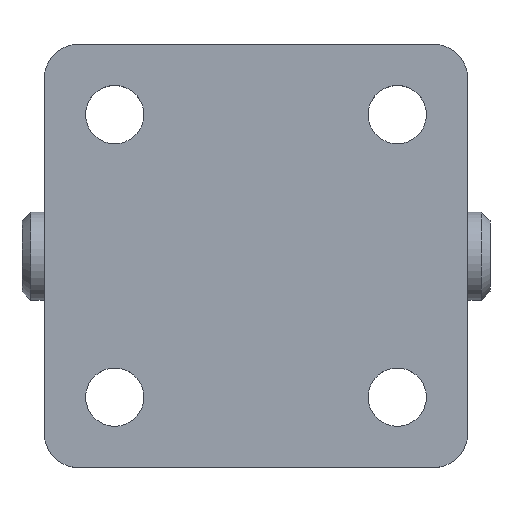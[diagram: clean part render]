
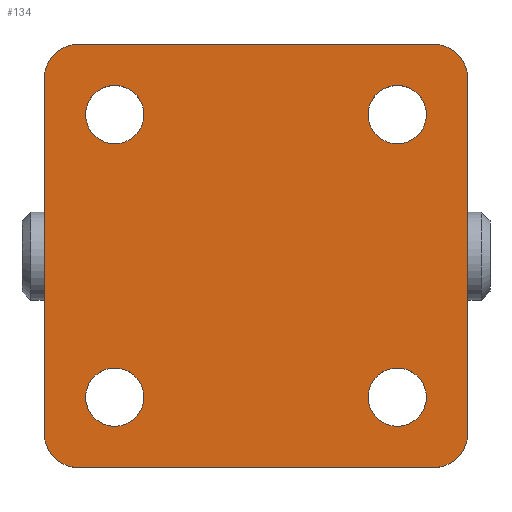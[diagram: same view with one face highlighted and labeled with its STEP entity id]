
A CAD part, top view. The second image highlights one B-rep face of the part: STEP entity #134.
In plain terms, the highlighted planar face has unit normal (0, 0, 1).
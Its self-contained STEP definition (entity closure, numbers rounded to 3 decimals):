
#134=ADVANCED_FACE('',(#262,#263,#264,#265,#266),#267,.T.);
#262=FACE_BOUND('',#394,.T.);
#263=FACE_BOUND('',#395,.T.);
#264=FACE_BOUND('',#396,.T.);
#265=FACE_BOUND('',#397,.T.);
#266=FACE_OUTER_BOUND('',#398,.T.);
#267=PLANE('',#399);
#394=EDGE_LOOP('',(#889,#890));
#395=EDGE_LOOP('',(#891,#892));
#396=EDGE_LOOP('',(#893,#894));
#397=EDGE_LOOP('',(#895,#896));
#398=EDGE_LOOP('',(#897,#898,#899,#900,#901,#902,#903,#904));
#399=AXIS2_PLACEMENT_3D('',#905,#906,#907);
#889=ORIENTED_EDGE('',*,*,#947,.T.);
#890=ORIENTED_EDGE('',*,*,#957,.T.);
#891=ORIENTED_EDGE('',*,*,#943,.T.);
#892=ORIENTED_EDGE('',*,*,#991,.T.);
#893=ORIENTED_EDGE('',*,*,#939,.T.);
#894=ORIENTED_EDGE('',*,*,#1023,.T.);
#895=ORIENTED_EDGE('',*,*,#935,.T.);
#896=ORIENTED_EDGE('',*,*,#1045,.T.);
#897=ORIENTED_EDGE('',*,*,#980,.F.);
#898=ORIENTED_EDGE('',*,*,#1053,.F.);
#899=ORIENTED_EDGE('',*,*,#1032,.F.);
#900=ORIENTED_EDGE('',*,*,#1036,.F.);
#901=ORIENTED_EDGE('',*,*,#1000,.F.);
#902=ORIENTED_EDGE('',*,*,#1005,.F.);
#903=ORIENTED_EDGE('',*,*,#969,.F.);
#904=ORIENTED_EDGE('',*,*,#975,.F.);
#905=CARTESIAN_POINT('',(0.0,0.,9.0));
#906=DIRECTION('',(0.0,0.0,1.0));
#907=DIRECTION('',(1.0,0.0,0.0));
#935=EDGE_CURVE('',#1125,#1122,#1126,.T.);
#939=EDGE_CURVE('',#1133,#1130,#1134,.T.);
#943=EDGE_CURVE('',#1141,#1138,#1142,.T.);
#947=EDGE_CURVE('',#1149,#1146,#1150,.T.);
#957=EDGE_CURVE('',#1146,#1149,#1167,.T.);
#969=EDGE_CURVE('',#1185,#1187,#1188,.T.);
#975=EDGE_CURVE('',#1196,#1185,#1198,.T.);
#980=EDGE_CURVE('',#1205,#1196,#1207,.T.);
#991=EDGE_CURVE('',#1138,#1141,#1224,.T.);
#1000=EDGE_CURVE('',#1237,#1239,#1240,.T.);
#1005=EDGE_CURVE('',#1187,#1237,#1248,.T.);
#1023=EDGE_CURVE('',#1130,#1133,#1280,.T.);
#1032=EDGE_CURVE('',#1291,#1293,#1294,.T.);
#1036=EDGE_CURVE('',#1239,#1291,#1300,.T.);
#1045=EDGE_CURVE('',#1122,#1125,#1313,.T.);
#1053=EDGE_CURVE('',#1293,#1205,#1322,.T.);
#1122=VERTEX_POINT('',#1408);
#1125=VERTEX_POINT('',#1412);
#1126=CIRCLE('',#1413,3.3);
#1130=VERTEX_POINT('',#1418);
#1133=VERTEX_POINT('',#1422);
#1134=CIRCLE('',#1423,3.3);
#1138=VERTEX_POINT('',#1428);
#1141=VERTEX_POINT('',#1432);
#1142=CIRCLE('',#1433,3.3);
#1146=VERTEX_POINT('',#1438);
#1149=VERTEX_POINT('',#1442);
#1150=CIRCLE('',#1443,3.3);
#1167=CIRCLE('',#1465,3.3);
#1185=VERTEX_POINT('',#1491);
#1187=VERTEX_POINT('',#1494);
#1188=LINE('',#1495,#1496);
#1196=VERTEX_POINT('',#1508);
#1198=CIRCLE('',#1511,4.0);
#1205=VERTEX_POINT('',#1521);
#1207=LINE('',#1524,#1525);
#1224=CIRCLE('',#1549,3.3);
#1237=VERTEX_POINT('',#1567);
#1239=VERTEX_POINT('',#1570);
#1240=LINE('',#1571,#1572);
#1248=CIRCLE('',#1584,4.0);
#1280=CIRCLE('',#1628,3.3);
#1291=VERTEX_POINT('',#1645);
#1293=VERTEX_POINT('',#1648);
#1294=LINE('',#1649,#1650);
#1300=CIRCLE('',#1659,4.0);
#1313=CIRCLE('',#1677,3.3);
#1322=CIRCLE('',#1690,4.0);
#1408=CARTESIAN_POINT('',(-12.7,-16.0,9.0));
#1412=CARTESIAN_POINT('',(-19.3,-16.0,9.0));
#1413=AXIS2_PLACEMENT_3D('',#1771,#1772,#1773);
#1418=CARTESIAN_POINT('',(16.0,-12.7,9.0));
#1422=CARTESIAN_POINT('',(16.0,-19.3,9.0));
#1423=AXIS2_PLACEMENT_3D('',#1779,#1780,#1781);
#1428=CARTESIAN_POINT('',(12.7,16.0,9.0));
#1432=CARTESIAN_POINT('',(19.3,16.0,9.0));
#1433=AXIS2_PLACEMENT_3D('',#1787,#1788,#1789);
#1438=CARTESIAN_POINT('',(-16.0,12.7,9.0));
#1442=CARTESIAN_POINT('',(-16.0,19.3,9.0));
#1443=AXIS2_PLACEMENT_3D('',#1795,#1796,#1797);
#1465=AXIS2_PLACEMENT_3D('',#1815,#1816,#1817);
#1491=CARTESIAN_POINT('',(-20.0,24.0,9.0));
#1494=CARTESIAN_POINT('',(20.0,24.0,9.0));
#1495=CARTESIAN_POINT('',(20.0,24.0,9.0));
#1496=VECTOR('',#1833,1.0);
#1508=CARTESIAN_POINT('',(-24.0,20.0,9.0));
#1511=AXIS2_PLACEMENT_3D('',#1839,#1840,#1841);
#1521=CARTESIAN_POINT('',(-24.0,-20.0,9.0));
#1524=CARTESIAN_POINT('',(-24.0,20.0,9.0));
#1525=VECTOR('',#1846,1.0);
#1549=AXIS2_PLACEMENT_3D('',#1863,#1864,#1865);
#1567=CARTESIAN_POINT('',(24.0,20.0,9.0));
#1570=CARTESIAN_POINT('',(24.0,-20.0,9.0));
#1571=CARTESIAN_POINT('',(24.0,-20.0,9.0));
#1572=VECTOR('',#1878,1.0);
#1584=AXIS2_PLACEMENT_3D('',#1883,#1884,#1885);
#1628=AXIS2_PLACEMENT_3D('',#1913,#1914,#1915);
#1645=CARTESIAN_POINT('',(20.0,-24.0,9.0));
#1648=CARTESIAN_POINT('',(-20.0,-24.0,9.0));
#1649=CARTESIAN_POINT('',(-20.0,-24.0,9.0));
#1650=VECTOR('',#1926,1.0);
#1659=AXIS2_PLACEMENT_3D('',#1930,#1931,#1932);
#1677=AXIS2_PLACEMENT_3D('',#1947,#1948,#1949);
#1690=AXIS2_PLACEMENT_3D('',#1963,#1964,#1965);
#1771=CARTESIAN_POINT('',(-16.0,-16.0,9.0));
#1772=DIRECTION('',(0.0,0.0,-1.0));
#1773=DIRECTION('',(1.0,0.0,0.0));
#1779=CARTESIAN_POINT('',(16.0,-16.0,9.0));
#1780=DIRECTION('',(0.0,0.0,-1.0));
#1781=DIRECTION('',(0.,1.0,0.0));
#1787=CARTESIAN_POINT('',(16.0,16.0,9.0));
#1788=DIRECTION('',(-0.0,0.0,-1.0));
#1789=DIRECTION('',(-1.0,0.,0.0));
#1795=CARTESIAN_POINT('',(-16.0,16.0,9.0));
#1796=DIRECTION('',(-0.0,0.0,-1.0));
#1797=DIRECTION('',(0.,-1.0,0.0));
#1815=CARTESIAN_POINT('',(-16.0,16.0,9.0));
#1816=DIRECTION('',(-0.0,0.0,-1.0));
#1817=DIRECTION('',(0.,-1.0,0.0));
#1833=DIRECTION('',(1.0,0.0,0.0));
#1839=CARTESIAN_POINT('',(-20.0,20.0,9.0));
#1840=DIRECTION('',(0.0,0.0,-1.0));
#1841=DIRECTION('',(1.0,0.0,0.0));
#1846=DIRECTION('',(0.0,1.0,0.0));
#1863=CARTESIAN_POINT('',(16.0,16.0,9.0));
#1864=DIRECTION('',(-0.0,0.0,-1.0));
#1865=DIRECTION('',(-1.0,0.,0.0));
#1878=DIRECTION('',(-0.0,-1.0,-0.0));
#1883=CARTESIAN_POINT('',(20.0,20.0,9.0));
#1884=DIRECTION('',(0.0,0.0,-1.0));
#1885=DIRECTION('',(1.0,0.0,0.0));
#1913=CARTESIAN_POINT('',(16.0,-16.0,9.0));
#1914=DIRECTION('',(0.0,0.0,-1.0));
#1915=DIRECTION('',(0.,1.0,0.0));
#1926=DIRECTION('',(-1.0,-0.0,-0.0));
#1930=CARTESIAN_POINT('',(20.0,-20.0,9.0));
#1931=DIRECTION('',(0.0,0.0,-1.0));
#1932=DIRECTION('',(1.0,0.0,0.0));
#1947=CARTESIAN_POINT('',(-16.0,-16.0,9.0));
#1948=DIRECTION('',(0.0,0.0,-1.0));
#1949=DIRECTION('',(1.0,0.0,0.0));
#1963=CARTESIAN_POINT('',(-20.0,-20.0,9.0));
#1964=DIRECTION('',(0.0,0.0,-1.0));
#1965=DIRECTION('',(1.0,0.0,0.0));
